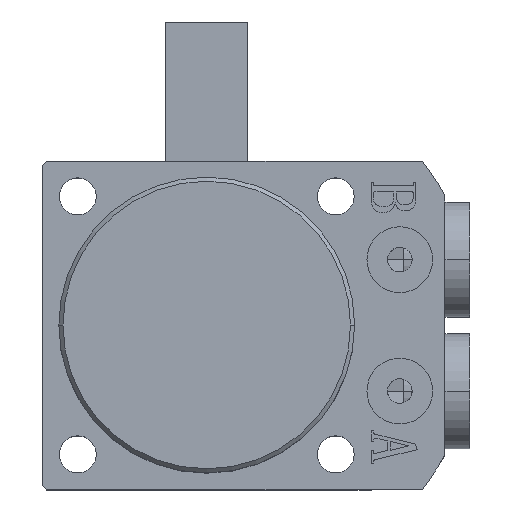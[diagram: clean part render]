
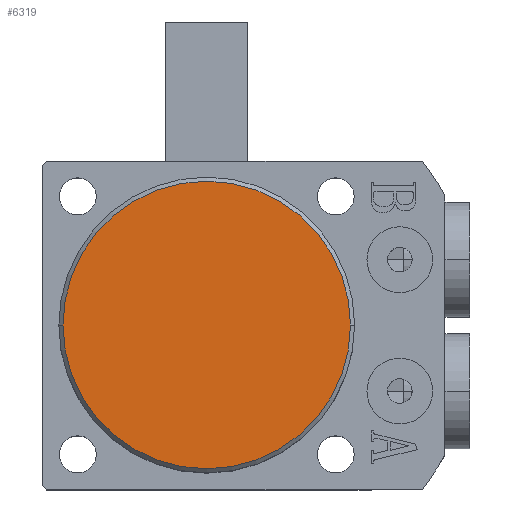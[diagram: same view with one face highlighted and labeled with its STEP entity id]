
A CAD part, top view. The second image highlights one B-rep face of the part: STEP entity #6319.
In plain terms, the highlighted planar face has unit normal (0, 0, 1).
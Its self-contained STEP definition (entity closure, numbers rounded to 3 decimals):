
#111 = VERTEX_POINT ( 'NONE', #892 ) ;
#247 = EDGE_CURVE ( 'NONE', #111, #6969, #5776, .T. ) ;
#704 = CARTESIAN_POINT ( 'NONE',  ( 0., 0., 48. ) ) ;
#706 = PLANE ( 'NONE',  #3583 ) ;
#709 = DIRECTION ( 'NONE',  ( 0., 0., 1. ) ) ;
#710 = DIRECTION ( 'NONE',  ( 1., 0., 0. ) ) ;
#892 = CARTESIAN_POINT ( 'NONE',  ( -17.5, 0., 48. ) ) ;
#1323 = EDGE_CURVE ( 'NONE', #6969, #111, #9389, .T. ) ;
#2670 = CARTESIAN_POINT ( 'NONE',  ( 0., 0., 48. ) ) ;
#2671 = DIRECTION ( 'NONE',  ( 0., 0., 1. ) ) ;
#2672 = DIRECTION ( 'NONE',  ( 1., 0., 0. ) ) ;
#3357 = AXIS2_PLACEMENT_3D ( 'NONE', #2670, #2671, #2672 ) ;
#3488 = AXIS2_PLACEMENT_3D ( 'NONE', #7083, #7084, #7085 ) ;
#3583 = AXIS2_PLACEMENT_3D ( 'NONE', #704, #709, #710 ) ;
#4822 = EDGE_LOOP ( 'NONE', ( #7757, #7758 ) ) ;
#5017 = CARTESIAN_POINT ( 'NONE',  ( 17.5, 0., 48. ) ) ;
#5776 = CIRCLE ( 'NONE', #3357, 17.5 ) ;
#6319 = ADVANCED_FACE ( 'NONE', ( #9708 ), #706, .T. ) ;
#6969 = VERTEX_POINT ( 'NONE', #5017 ) ;
#7083 = CARTESIAN_POINT ( 'NONE',  ( 0., 0., 48. ) ) ;
#7084 = DIRECTION ( 'NONE',  ( 0., 0., 1. ) ) ;
#7085 = DIRECTION ( 'NONE',  ( 1., 0., 0. ) ) ;
#7757 = ORIENTED_EDGE ( 'NONE', *, *, #247, .T. ) ;
#7758 = ORIENTED_EDGE ( 'NONE', *, *, #1323, .T. ) ;
#9389 = CIRCLE ( 'NONE', #3488, 17.5 ) ;
#9708 = FACE_OUTER_BOUND ( 'NONE', #4822, .T. ) ;
